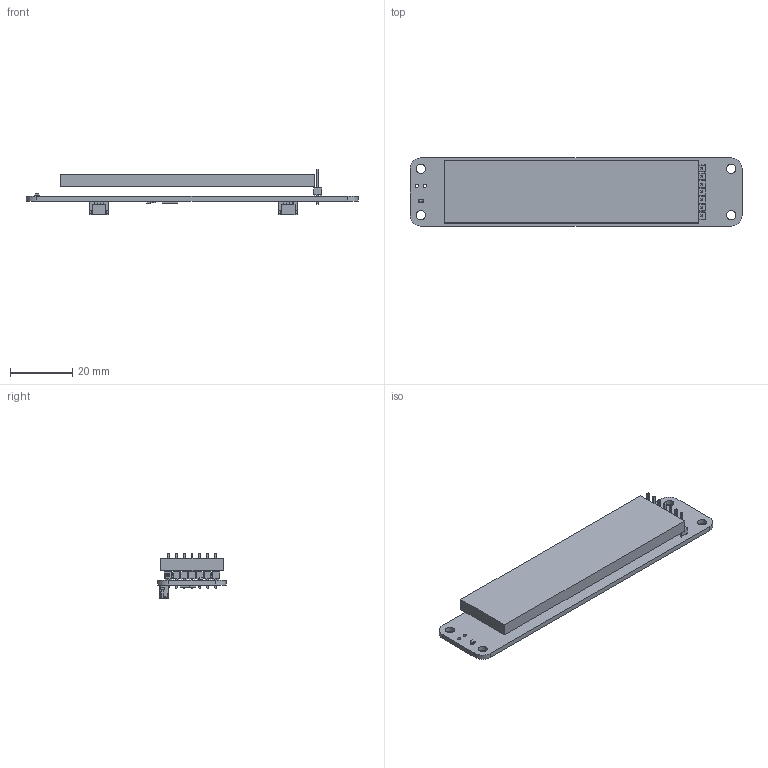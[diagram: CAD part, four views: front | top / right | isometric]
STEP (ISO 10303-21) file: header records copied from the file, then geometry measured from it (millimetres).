
FILE_DESCRIPTION(('Open CASCADE Model'),'2;1');
FILE_NAME('Open CASCADE Shape Model','2025-04-29T08:52:54',('Author'),( 'Open CASCADE'),'Open CASCADE STEP processor 7.5','Open CASCADE 7.5' ,'Unknown');
FILE_SCHEMA(('AUTOMOTIVE_DESIGN { 1 0 10303 214 1 1 1 1 }'));
Length unit declared in the file: millimetre
Products named in the file (38): PCB; Board; Open CASCADE STEP translator 7.5 3.1.1; STAT1; 0603 LED Green; Solid1; Solid4; X1; Conn_SAMTEC_TSW-107-07-G-S_eec; _TSW-107-07-G-S_body; _T-1S6-07-TSW-1-07-7-S; Samtec Logo; R4; 6592539712; Extruded; 6592539472; U; DUELink-U-Connector-BM04B-SRSS-TB; D; DUELink-Connector-BM04B-SRSS-TB; C2; 0805 SMD Capacitor; C1; 6436457600; 6436450560; Free-Models; STM32-QFN32; 6436446480
Assembly tree (39 placements, depth 4):
  PCB
    Board
      Open CASCADE STEP translator 7.5 3.1.1
    STAT1
      0603 LED Green
        Solid1
        Solid4
        Solid1
        Solid1
        Solid4
        Solid1
        Solid1
        Solid1
    X1
      Conn_SAMTEC_TSW-107-07-G-S_eec
        _TSW-107-07-G-S_body
        _T-1S6-07-TSW-1-07-7-S
        Samtec Logo
    R4
      6592539712  x2
        Extruded
      6592539472
        Extruded
    U
      DUELink-U-Connector-BM04B-SRSS-TB
    D
      DUELink-Connector-BM04B-SRSS-TB
    C2
      0805 SMD Capacitor
    C1
      6436457600
        Extruded
      6436450560  x2
        Extruded
    Free-Models
      STM32-QFN32
      6436446480
        Extruded
Bounding box: 107 x 22 x 14.73 mm (x, y, z)
Volume: 10455.1 mm3; surface area: 10234.5 mm2
Topology: 86 solids, 86 shells, 1541 faces, 5247 edges, 5330 vertices
Faces by surface type: plane 1315, cylinder 183, bspline 35, sphere 8
Full cylindrical faces by diameter (mm): 1.016 x2, 1.02 x7, 3 x4
Entity records: 62411 total; most frequent: CARTESIAN_POINT 14333, DIRECTION 8651, ORIENTED_EDGE 7574, LINE 4707, VECTOR 4707, EDGE_CURVE 3787, VERTEX_POINT 2458, AXIS2_PLACEMENT_3D 1972
